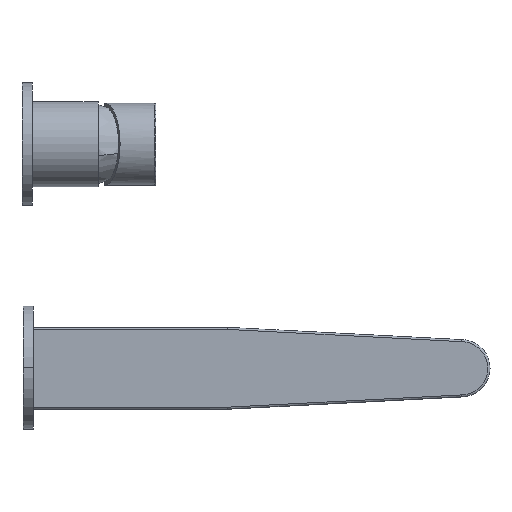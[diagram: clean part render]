
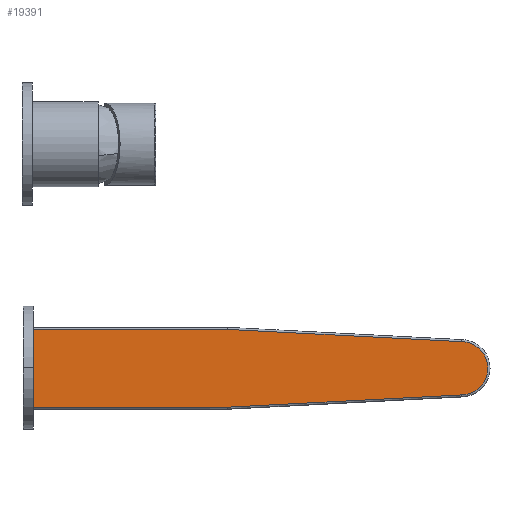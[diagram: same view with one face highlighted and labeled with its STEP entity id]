
A CAD part, left-side view. The second image highlights one B-rep face of the part: STEP entity #19391.
In plain terms, the highlighted planar face has unit normal (-1, 0, 0.001).
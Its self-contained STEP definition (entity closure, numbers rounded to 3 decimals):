
#38 = CARTESIAN_POINT ( 'NONE',  ( -7.923, -198.365, -68.006 ) ) ;
#232 = AXIS2_PLACEMENT_3D ( 'NONE', #17888, #5148, #14422 ) ;
#757 = ORIENTED_EDGE ( 'NONE', *, *, #7600, .T. ) ;
#884 = CARTESIAN_POINT ( 'NONE',  ( -7.911, 14.634, -48.997 ) ) ;
#1069 = PLANE ( 'NONE',  #8885 ) ;
#1162 = EDGE_CURVE ( 'NONE', #15986, #14395, #10455, .T. ) ;
#1202 = FACE_OUTER_BOUND ( 'NONE', #17072, .T. ) ;
#1292 = CARTESIAN_POINT ( 'NONE',  ( -7.931, -198.339, -81.006 ) ) ;
#1318 = AXIS2_PLACEMENT_3D ( 'NONE', #38, #11017, #6380 ) ;
#1841 = ORIENTED_EDGE ( 'NONE', *, *, #6275, .T. ) ;
#2262 = CARTESIAN_POINT ( 'NONE',  ( -7.911, 15.634, -48.997 ) ) ;
#2520 = CARTESIAN_POINT ( 'NONE',  ( -7.923, -198.365, -68.006 ) ) ;
#2592 = CARTESIAN_POINT ( 'NONE',  ( -7.911, -84.314, -49. ) ) ;
#3004 = DIRECTION ( 'NONE',  ( -0.001, 0., -1. ) ) ;
#3220 = CARTESIAN_POINT ( 'NONE',  ( -7.936, 14.635, -87.997 ) ) ;
#3636 = CIRCLE ( 'NONE', #1318, 13. ) ;
#4803 = VERTEX_POINT ( 'NONE', #16828 ) ;
#4868 = CARTESIAN_POINT ( 'NONE',  ( -7.935, -84.365, -87.001 ) ) ;
#4957 = LINE ( 'NONE', #4868, #18030 ) ;
#5148 = DIRECTION ( 'NONE',  ( -1., 0., 0.001 ) ) ;
#5447 = DIRECTION ( 'NONE',  ( 0., 1., 0. ) ) ;
#5642 = DIRECTION ( 'NONE',  ( -0.001, 0., -1. ) ) ;
#5663 = VECTOR ( 'NONE', #14908, 1000. ) ;
#5793 = ORIENTED_EDGE ( 'NONE', *, *, #13771, .T. ) ;
#5885 = VERTEX_POINT ( 'NONE', #16254 ) ;
#6275 = EDGE_CURVE ( 'NONE', #16783, #17957, #7214, .T. ) ;
#6380 = DIRECTION ( 'NONE',  ( -0.001, 0., -1. ) ) ;
#6791 = EDGE_CURVE ( 'NONE', #8007, #16783, #14510, .T. ) ;
#7123 = ORIENTED_EDGE ( 'NONE', *, *, #9039, .T. ) ;
#7160 = CARTESIAN_POINT ( 'NONE',  ( -7.923, -198.365, -68.006 ) ) ;
#7214 = LINE ( 'NONE', #2262, #11632 ) ;
#7219 = LINE ( 'NONE', #3220, #19323 ) ;
#7600 = EDGE_CURVE ( 'NONE', #12010, #8007, #3636, .T. ) ;
#7634 = CARTESIAN_POINT ( 'NONE',  ( -7.931, -198.365, -81.006 ) ) ;
#8007 = VERTEX_POINT ( 'NONE', #8018 ) ;
#8018 = CARTESIAN_POINT ( 'NONE',  ( -7.915, -198.34, -55.006 ) ) ;
#8303 = CARTESIAN_POINT ( 'NONE',  ( -7.915, -198.366, -55.006 ) ) ;
#8885 = AXIS2_PLACEMENT_3D ( 'NONE', #2520, #20004, #10270 ) ;
#9039 = EDGE_CURVE ( 'NONE', #17957, #4803, #7219, .T. ) ;
#9856 = VECTOR ( 'NONE', #11089, 1000. ) ;
#10270 = DIRECTION ( 'NONE',  ( -0.001, 0., -1. ) ) ;
#10455 = CIRCLE ( 'NONE', #232, 13. ) ;
#11017 = DIRECTION ( 'NONE',  ( -1., 0., 0.001 ) ) ;
#11089 = DIRECTION ( 'NONE',  ( 0., -0.999, 0.053 ) ) ;
#11215 = DIRECTION ( 'NONE',  ( 0., -1., 0. ) ) ;
#11632 = VECTOR ( 'NONE', #5447, 1000. ) ;
#12010 = VERTEX_POINT ( 'NONE', #8303 ) ;
#12087 = CIRCLE ( 'NONE', #19050, 13. ) ;
#12244 = ORIENTED_EDGE ( 'NONE', *, *, #19586, .T. ) ;
#12791 = LINE ( 'NONE', #13799, #9856 ) ;
#12941 = CARTESIAN_POINT ( 'NONE',  ( -7.911, -84.34, -49.001 ) ) ;
#13602 = DIRECTION ( 'NONE',  ( -1., 0., 0.001 ) ) ;
#13771 = EDGE_CURVE ( 'NONE', #4803, #5885, #4957, .T. ) ;
#13799 = CARTESIAN_POINT ( 'NONE',  ( -7.931, -198.312, -81.007 ) ) ;
#14395 = VERTEX_POINT ( 'NONE', #7634 ) ;
#14422 = DIRECTION ( 'NONE',  ( -0.001, 0., -1. ) ) ;
#14510 = LINE ( 'NONE', #2592, #5663 ) ;
#14761 = ORIENTED_EDGE ( 'NONE', *, *, #1162, .T. ) ;
#14908 = DIRECTION ( 'NONE',  ( 0., 0.999, 0.053 ) ) ;
#15986 = VERTEX_POINT ( 'NONE', #1292 ) ;
#16004 = ORIENTED_EDGE ( 'NONE', *, *, #18445, .T. ) ;
#16254 = CARTESIAN_POINT ( 'NONE',  ( -7.935, -84.338, -87.001 ) ) ;
#16783 = VERTEX_POINT ( 'NONE', #12941 ) ;
#16828 = CARTESIAN_POINT ( 'NONE',  ( -7.935, 14.635, -86.997 ) ) ;
#17072 = EDGE_LOOP ( 'NONE', ( #1841, #7123, #5793, #12244, #14761, #16004, #757, #18632 ) ) ;
#17888 = CARTESIAN_POINT ( 'NONE',  ( -7.923, -198.365, -68.006 ) ) ;
#17957 = VERTEX_POINT ( 'NONE', #884 ) ;
#18030 = VECTOR ( 'NONE', #11215, 1000. ) ;
#18445 = EDGE_CURVE ( 'NONE', #14395, #12010, #12087, .T. ) ;
#18632 = ORIENTED_EDGE ( 'NONE', *, *, #6791, .T. ) ;
#19050 = AXIS2_PLACEMENT_3D ( 'NONE', #7160, #13602, #5642 ) ;
#19323 = VECTOR ( 'NONE', #3004, 1000. ) ;
#19391 = ADVANCED_FACE ( 'NONE', ( #1202 ), #1069, .T. ) ;
#19586 = EDGE_CURVE ( 'NONE', #5885, #15986, #12791, .T. ) ;
#20004 = DIRECTION ( 'NONE',  ( -1., 0., 0.001 ) ) ;
